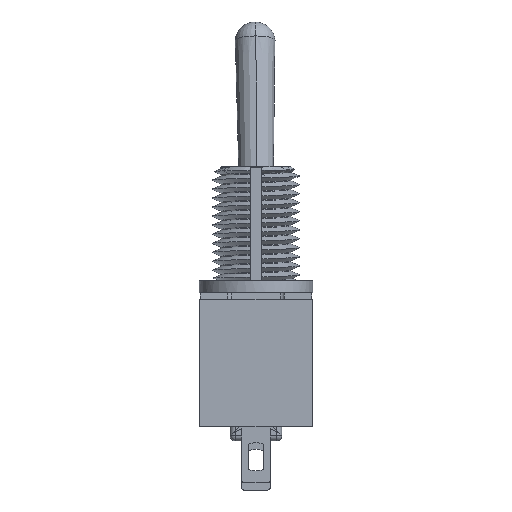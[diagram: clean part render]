
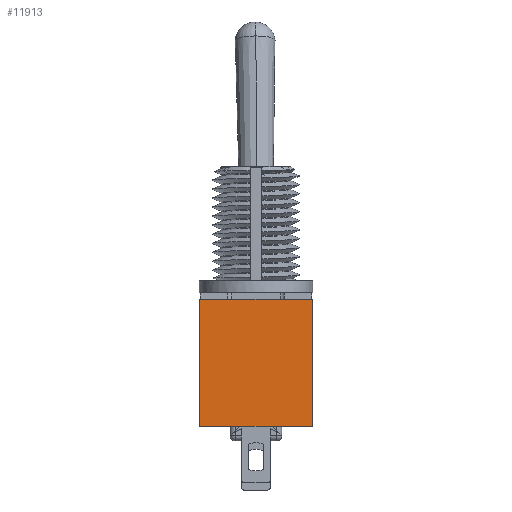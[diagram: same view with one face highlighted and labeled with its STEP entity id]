
A CAD part, left-side view. The second image highlights one B-rep face of the part: STEP entity #11913.
In plain terms, the highlighted planar face has unit normal (-1, 0, 0).
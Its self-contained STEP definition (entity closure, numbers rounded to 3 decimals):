
#7726 = CARTESIAN_POINT ( 'NONE',  ( 0., 7.1, -8.96 ) ) ;
#7727 = DIRECTION ( 'NONE',  ( 0., -1., 0. ) ) ;
#7728 = VECTOR ( 'NONE', #7727, 1000. ) ;
#7729 = CARTESIAN_POINT ( 'NONE',  ( 0., 6.57, -8.96 ) ) ;
#7730 = LINE ( 'NONE', #7729, #7728 ) ;
#7731 = CARTESIAN_POINT ( 'NONE',  ( 0., -0.8, -8.96 ) ) ;
#7785 = DIRECTION ( 'NONE',  ( 0., 0., -1. ) ) ;
#7786 = VECTOR ( 'NONE', #7785, 1000. ) ;
#7787 = CARTESIAN_POINT ( 'NONE',  ( 0., 7.1, 0. ) ) ;
#7788 = LINE ( 'NONE', #7787, #7786 ) ;
#7984 = CARTESIAN_POINT ( 'NONE',  ( 0., 7.1, 0. ) ) ;
#7989 = DIRECTION ( 'NONE',  ( 0., 0., 1. ) ) ;
#7990 = VECTOR ( 'NONE', #7989, 1000. ) ;
#7991 = CARTESIAN_POINT ( 'NONE',  ( 0., -0.8, 0. ) ) ;
#7992 = LINE ( 'NONE', #7991, #7990 ) ;
#7993 = CARTESIAN_POINT ( 'NONE',  ( 0., -0.8, 0. ) ) ;
#8756 = DIRECTION ( 'NONE',  ( 0., -1., 0. ) ) ;
#8757 = VECTOR ( 'NONE', #8756, 1000. ) ;
#8758 = CARTESIAN_POINT ( 'NONE',  ( 0., 3.15, 0. ) ) ;
#8759 = LINE ( 'NONE', #8758, #8757 ) ;
#8918 = DIRECTION ( 'NONE',  ( 0., 0., 1. ) ) ;
#8919 = DIRECTION ( 'NONE',  ( -1., 0., 0. ) ) ;
#8920 = CARTESIAN_POINT ( 'NONE',  ( 0., 6.57, 0. ) ) ;
#8921 = AXIS2_PLACEMENT_3D ( 'NONE', #8920, #8919, #8918 ) ;
#8922 = PLANE ( 'NONE',  #8921 ) ;
#8923 = FACE_OUTER_BOUND ( 'NONE', #11914, .T. ) ;
#11404 = EDGE_CURVE ( 'NONE', #11515, #11421, #7788, .T. ) ;
#11418 = VERTEX_POINT ( 'NONE', #7731 ) ;
#11420 = EDGE_CURVE ( 'NONE', #11421, #11418, #7730, .T. ) ;
#11421 = VERTEX_POINT ( 'NONE', #7726 ) ;
#11503 = VERTEX_POINT ( 'NONE', #7993 ) ;
#11505 = EDGE_CURVE ( 'NONE', #11418, #11503, #7992, .T. ) ;
#11515 = VERTEX_POINT ( 'NONE', #7984 ) ;
#11913 = ADVANCED_FACE ( 'NONE', ( #8923 ), #8922, .T. ) ;
#11914 = EDGE_LOOP ( 'NONE', ( #11915, #11917, #11918, #11919 ) ) ;
#11915 = ORIENTED_EDGE ( 'NONE', *, *, #11916, .F. ) ;
#11916 = EDGE_CURVE ( 'NONE', #11515, #11503, #8759, .T. ) ;
#11917 = ORIENTED_EDGE ( 'NONE', *, *, #11404, .T. ) ;
#11918 = ORIENTED_EDGE ( 'NONE', *, *, #11420, .T. ) ;
#11919 = ORIENTED_EDGE ( 'NONE', *, *, #11505, .T. ) ;
